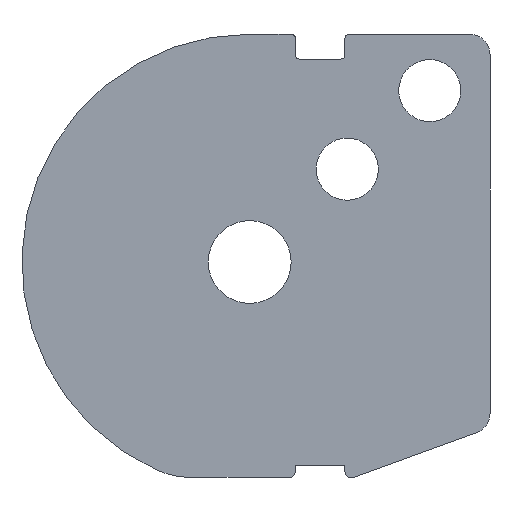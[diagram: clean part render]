
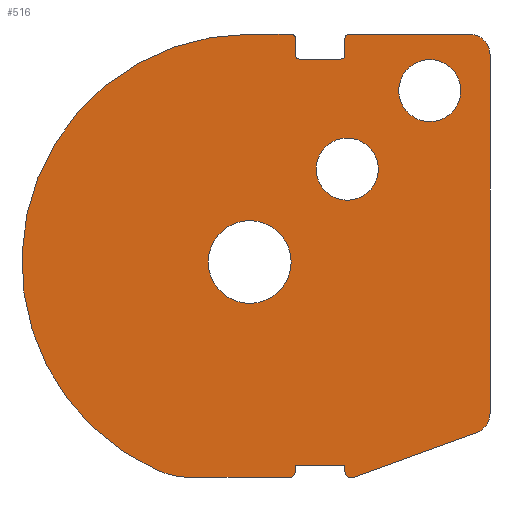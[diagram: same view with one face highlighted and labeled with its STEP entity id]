
A CAD part, left-side view. The second image highlights one B-rep face of the part: STEP entity #516.
In plain terms, the highlighted planar face has unit normal (-1, 0, 0).
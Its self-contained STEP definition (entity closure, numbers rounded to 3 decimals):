
#15=FACE_BOUND('',#68,.T.);
#16=FACE_BOUND('',#69,.T.);
#17=FACE_BOUND('',#70,.T.);
#25=PLANE('',#548);
#39=FACE_OUTER_BOUND('',#67,.T.);
#67=EDGE_LOOP('',(#357,#358,#359,#360,#361,#362,#363,#364,#365,#366,#367,
#368,#369,#370,#371,#372,#373,#374,#375,#376,#377,#378,#379));
#68=EDGE_LOOP('',(#380));
#69=EDGE_LOOP('',(#381));
#70=EDGE_LOOP('',(#382));
#104=LINE('',#777,#149);
#107=LINE('',#783,#152);
#108=LINE('',#787,#153);
#109=LINE('',#791,#154);
#110=LINE('',#795,#155);
#111=LINE('',#799,#156);
#112=LINE('',#803,#157);
#113=LINE('',#807,#158);
#114=LINE('',#811,#159);
#115=LINE('',#815,#160);
#116=LINE('',#819,#161);
#149=VECTOR('',#614,23.677);
#152=VECTOR('',#619,1.);
#153=VECTOR('',#622,11.);
#154=VECTOR('',#625,1.097);
#155=VECTOR('',#628,31.603);
#156=VECTOR('',#631,86.499);
#157=VECTOR('',#634,29.);
#158=VECTOR('',#637,4.);
#159=VECTOR('',#640,10.);
#160=VECTOR('',#643,4.);
#161=VECTOR('',#646,10.);
#193=CIRCLE('',#546,1.5);
#194=CIRCLE('',#549,0.5);
#195=CIRCLE('',#550,0.5);
#196=CIRCLE('',#551,1.5);
#197=CIRCLE('',#552,5.);
#198=CIRCLE('',#553,5.);
#199=CIRCLE('',#554,1.);
#200=CIRCLE('',#555,1.);
#201=CIRCLE('',#556,1.);
#202=CIRCLE('',#557,1.);
#203=CIRCLE('',#558,55.);
#204=CIRCLE('',#559,20.);
#205=CIRCLE('',#560,7.5);
#206=CIRCLE('',#561,7.5);
#207=CIRCLE('',#562,10.);
#224=VERTEX_POINT('',#770);
#225=VERTEX_POINT('',#772);
#226=VERTEX_POINT('',#776);
#228=VERTEX_POINT('',#782);
#229=VERTEX_POINT('',#784);
#230=VERTEX_POINT('',#786);
#231=VERTEX_POINT('',#788);
#232=VERTEX_POINT('',#790);
#233=VERTEX_POINT('',#792);
#234=VERTEX_POINT('',#794);
#235=VERTEX_POINT('',#796);
#236=VERTEX_POINT('',#798);
#237=VERTEX_POINT('',#800);
#238=VERTEX_POINT('',#802);
#239=VERTEX_POINT('',#804);
#240=VERTEX_POINT('',#806);
#241=VERTEX_POINT('',#808);
#242=VERTEX_POINT('',#810);
#243=VERTEX_POINT('',#812);
#244=VERTEX_POINT('',#814);
#245=VERTEX_POINT('',#816);
#246=VERTEX_POINT('',#818);
#247=VERTEX_POINT('',#820);
#248=VERTEX_POINT('',#823);
#249=VERTEX_POINT('',#825);
#250=VERTEX_POINT('',#827);
#276=EDGE_CURVE('',#224,#225,#193,.T.);
#278=EDGE_CURVE('',#225,#226,#104,.T.);
#281=EDGE_CURVE('',#228,#224,#107,.T.);
#282=EDGE_CURVE('',#229,#228,#194,.T.);
#283=EDGE_CURVE('',#230,#229,#108,.T.);
#284=EDGE_CURVE('',#231,#230,#195,.T.);
#285=EDGE_CURVE('',#232,#231,#109,.T.);
#286=EDGE_CURVE('',#233,#232,#196,.T.);
#287=EDGE_CURVE('',#234,#233,#110,.T.);
#288=EDGE_CURVE('',#235,#234,#197,.T.);
#289=EDGE_CURVE('',#236,#235,#111,.T.);
#290=EDGE_CURVE('',#237,#236,#198,.T.);
#291=EDGE_CURVE('',#238,#237,#112,.T.);
#292=EDGE_CURVE('',#239,#238,#199,.T.);
#293=EDGE_CURVE('',#240,#239,#113,.T.);
#294=EDGE_CURVE('',#241,#240,#200,.T.);
#295=EDGE_CURVE('',#242,#241,#114,.T.);
#296=EDGE_CURVE('',#243,#242,#201,.T.);
#297=EDGE_CURVE('',#244,#243,#115,.T.);
#298=EDGE_CURVE('',#245,#244,#202,.T.);
#299=EDGE_CURVE('',#246,#245,#116,.T.);
#300=EDGE_CURVE('',#247,#246,#203,.T.);
#301=EDGE_CURVE('',#226,#247,#204,.T.);
#302=EDGE_CURVE('',#248,#248,#205,.T.);
#303=EDGE_CURVE('',#249,#249,#206,.T.);
#304=EDGE_CURVE('',#250,#250,#207,.T.);
#357=ORIENTED_EDGE('',*,*,#276,.F.);
#358=ORIENTED_EDGE('',*,*,#281,.F.);
#359=ORIENTED_EDGE('',*,*,#282,.F.);
#360=ORIENTED_EDGE('',*,*,#283,.F.);
#361=ORIENTED_EDGE('',*,*,#284,.F.);
#362=ORIENTED_EDGE('',*,*,#285,.F.);
#363=ORIENTED_EDGE('',*,*,#286,.F.);
#364=ORIENTED_EDGE('',*,*,#287,.F.);
#365=ORIENTED_EDGE('',*,*,#288,.F.);
#366=ORIENTED_EDGE('',*,*,#289,.F.);
#367=ORIENTED_EDGE('',*,*,#290,.F.);
#368=ORIENTED_EDGE('',*,*,#291,.F.);
#369=ORIENTED_EDGE('',*,*,#292,.F.);
#370=ORIENTED_EDGE('',*,*,#293,.F.);
#371=ORIENTED_EDGE('',*,*,#294,.F.);
#372=ORIENTED_EDGE('',*,*,#295,.F.);
#373=ORIENTED_EDGE('',*,*,#296,.F.);
#374=ORIENTED_EDGE('',*,*,#297,.F.);
#375=ORIENTED_EDGE('',*,*,#298,.F.);
#376=ORIENTED_EDGE('',*,*,#299,.F.);
#377=ORIENTED_EDGE('',*,*,#300,.F.);
#378=ORIENTED_EDGE('',*,*,#301,.F.);
#379=ORIENTED_EDGE('',*,*,#278,.F.);
#380=ORIENTED_EDGE('',*,*,#302,.T.);
#381=ORIENTED_EDGE('',*,*,#303,.T.);
#382=ORIENTED_EDGE('',*,*,#304,.T.);
#516=ADVANCED_FACE('',(#39,#15,#16,#17),#25,.F.);
#546=AXIS2_PLACEMENT_3D('',#773,#609,#610);
#548=AXIS2_PLACEMENT_3D('',#781,#617,#618);
#549=AXIS2_PLACEMENT_3D('',#785,#620,#621);
#550=AXIS2_PLACEMENT_3D('',#789,#623,#624);
#551=AXIS2_PLACEMENT_3D('',#793,#626,#627);
#552=AXIS2_PLACEMENT_3D('',#797,#629,#630);
#553=AXIS2_PLACEMENT_3D('',#801,#632,#633);
#554=AXIS2_PLACEMENT_3D('',#805,#635,#636);
#555=AXIS2_PLACEMENT_3D('',#809,#638,#639);
#556=AXIS2_PLACEMENT_3D('',#813,#641,#642);
#557=AXIS2_PLACEMENT_3D('',#817,#644,#645);
#558=AXIS2_PLACEMENT_3D('',#821,#647,#648);
#559=AXIS2_PLACEMENT_3D('',#822,#649,#650);
#560=AXIS2_PLACEMENT_3D('',#824,#651,#652);
#561=AXIS2_PLACEMENT_3D('',#826,#653,#654);
#562=AXIS2_PLACEMENT_3D('',#828,#655,#656);
#609=DIRECTION('center_axis',(1.,0.,0.));
#610=DIRECTION('ref_axis',(0.,-0.707,-0.707));
#614=DIRECTION('',(0.,1.,0.));
#617=DIRECTION('center_axis',(1.,0.,0.));
#618=DIRECTION('ref_axis',(0.,0.,-1.));
#619=DIRECTION('',(0.,0.,-1.));
#620=DIRECTION('center_axis',(-1.,0.,0.));
#621=DIRECTION('ref_axis',(0.,-1.,0.));
#622=DIRECTION('',(0.,1.,0.));
#623=DIRECTION('center_axis',(-1.,0.,0.));
#624=DIRECTION('ref_axis',(0.,0.,-1.));
#625=DIRECTION('',(0.,0.,1.));
#626=DIRECTION('center_axis',(1.,0.,0.));
#627=DIRECTION('ref_axis',(0.,0.574,-0.819));
#628=DIRECTION('',(0.,0.94,-0.342));
#629=DIRECTION('center_axis',(1.,0.,0.));
#630=DIRECTION('ref_axis',(0.,-0.819,-0.574));
#631=DIRECTION('',(0.,0.,-1.));
#632=DIRECTION('center_axis',(1.,0.,0.));
#633=DIRECTION('ref_axis',(0.,0.,1.));
#634=DIRECTION('',(0.,-1.,0.));
#635=DIRECTION('center_axis',(1.,0.,0.));
#636=DIRECTION('ref_axis',(0.,1.,0.));
#637=DIRECTION('',(0.,0.,1.));
#638=DIRECTION('center_axis',(-1.,0.,0.));
#639=DIRECTION('ref_axis',(0.,1.,0.));
#640=DIRECTION('',(0.,-1.,0.));
#641=DIRECTION('center_axis',(-1.,0.,0.));
#642=DIRECTION('ref_axis',(0.,0.,1.));
#643=DIRECTION('',(0.,0.,-1.));
#644=DIRECTION('center_axis',(1.,0.,0.));
#645=DIRECTION('ref_axis',(0.,0.,1.));
#646=DIRECTION('',(0.,-1.,0.));
#647=DIRECTION('center_axis',(1.,0.,0.));
#648=DIRECTION('ref_axis',(0.,0.405,-0.914));
#649=DIRECTION('center_axis',(1.,0.,0.));
#650=DIRECTION('ref_axis',(0.,0.,-1.));
#651=DIRECTION('center_axis',(1.,0.,0.));
#652=DIRECTION('ref_axis',(0.,-1.,0.));
#653=DIRECTION('center_axis',(1.,0.,0.));
#654=DIRECTION('ref_axis',(0.,-1.,0.));
#655=DIRECTION('center_axis',(1.,0.,0.));
#656=DIRECTION('ref_axis',(0.,-1.,0.));
#770=CARTESIAN_POINT('',(0.,-11.,-50.5));
#772=CARTESIAN_POINT('',(0.,-9.5,-52.));
#773=CARTESIAN_POINT('Origin',(0.,-9.5,-50.5));
#776=CARTESIAN_POINT('',(0.,14.177,-52.));
#777=CARTESIAN_POINT('',(0.,-11.,-52.));
#781=CARTESIAN_POINT('Origin',(0.,-12.405,2.05));
#782=CARTESIAN_POINT('',(0.,-11.,-49.5));
#783=CARTESIAN_POINT('',(0.,-11.,-49.5));
#784=CARTESIAN_POINT('',(0.,-11.5,-49.));
#785=CARTESIAN_POINT('Origin',(0.,-11.5,-49.5));
#786=CARTESIAN_POINT('',(0.,-22.5,-49.));
#787=CARTESIAN_POINT('',(0.,-22.5,-49.));
#788=CARTESIAN_POINT('',(0.,-23.,-49.5));
#789=CARTESIAN_POINT('Origin',(0.,-22.5,-49.5));
#790=CARTESIAN_POINT('',(0.,-23.,-50.597));
#791=CARTESIAN_POINT('',(0.,-23.,-52.739));
#792=CARTESIAN_POINT('',(0.,-25.013,-52.006));
#793=CARTESIAN_POINT('Origin',(0.,-24.5,-50.597));
#794=CARTESIAN_POINT('',(0.,-54.71,-41.197));
#795=CARTESIAN_POINT('',(0.,-58.,-40.));
#796=CARTESIAN_POINT('',(0.,-58.,-36.499));
#797=CARTESIAN_POINT('Origin',(0.,-53.,-36.499));
#798=CARTESIAN_POINT('',(0.,-58.,50.));
#799=CARTESIAN_POINT('',(0.,-58.,0.));
#800=CARTESIAN_POINT('',(0.,-53.,55.));
#801=CARTESIAN_POINT('Origin',(0.,-53.,50.));
#802=CARTESIAN_POINT('',(0.,-24.,55.));
#803=CARTESIAN_POINT('',(0.,-24.,55.));
#804=CARTESIAN_POINT('',(0.,-23.,54.));
#805=CARTESIAN_POINT('Origin',(0.,-24.,54.));
#806=CARTESIAN_POINT('',(0.,-23.,50.));
#807=CARTESIAN_POINT('',(0.,-23.,50.));
#808=CARTESIAN_POINT('',(0.,-22.,49.));
#809=CARTESIAN_POINT('Origin',(0.,-22.,50.));
#810=CARTESIAN_POINT('',(0.,-12.,49.));
#811=CARTESIAN_POINT('',(0.,-12.,49.));
#812=CARTESIAN_POINT('',(0.,-11.,50.));
#813=CARTESIAN_POINT('Origin',(0.,-12.,50.));
#814=CARTESIAN_POINT('',(0.,-11.,54.));
#815=CARTESIAN_POINT('',(0.,-11.,54.));
#816=CARTESIAN_POINT('',(0.,-10.,55.));
#817=CARTESIAN_POINT('Origin',(0.,-10.,54.));
#818=CARTESIAN_POINT('',(0.,0.,55.));
#819=CARTESIAN_POINT('',(0.,0.,55.));
#820=CARTESIAN_POINT('',(0.,22.279,-50.286));
#821=CARTESIAN_POINT('Origin',(0.,0.,0.));
#822=CARTESIAN_POINT('Origin',(0.,14.177,-32.));
#823=CARTESIAN_POINT('',(0.,-16.043,22.405));
#824=CARTESIAN_POINT('Origin',(0.,-23.543,22.405));
#825=CARTESIAN_POINT('',(0.,-35.963,41.364));
#826=CARTESIAN_POINT('Origin',(0.,-43.463,41.364));
#827=CARTESIAN_POINT('',(0.,10.,0.));
#828=CARTESIAN_POINT('Origin',(0.,0.,0.));
